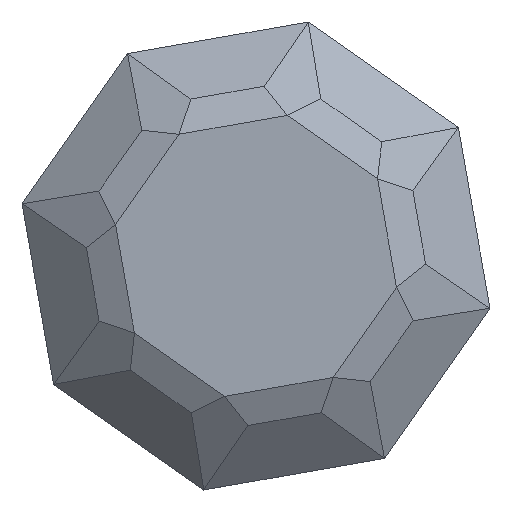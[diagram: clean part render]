
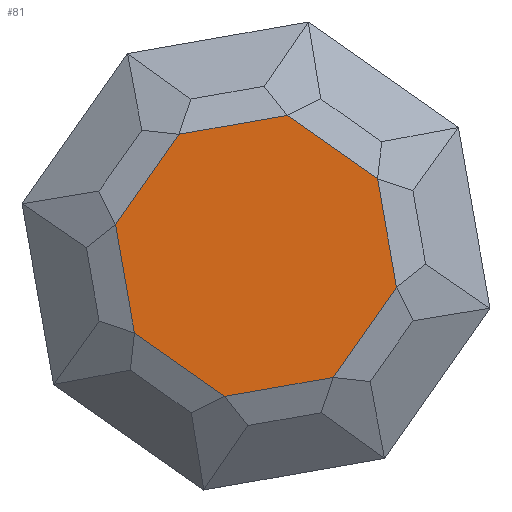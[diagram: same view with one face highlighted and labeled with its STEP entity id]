
A CAD part, top view. The second image highlights one B-rep face of the part: STEP entity #81.
In plain terms, the highlighted free-form (B-spline) face has degree [1, 1] with [2, 2] control points.
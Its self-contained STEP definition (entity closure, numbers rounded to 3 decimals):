
#24 = VERTEX_POINT('',#25);
#25 = CARTESIAN_POINT('',(-7.827,-4.97,4.992
    ));
#38 = VERTEX_POINT('',#39);
#39 = CARTESIAN_POINT('',(-2.021,-9.049,4.992
    ));
#44 = EDGE_CURVE('',#24,#38,#45,.T.);
#45 = B_SPLINE_CURVE_WITH_KNOTS('',1,(#46,#47),.UNSPECIFIED.,.F.,.F.,(2,
    2),(-2.488,2.488),.PIECEWISE_BEZIER_KNOTS.);
#46 = CARTESIAN_POINT('',(-7.827,-4.97,4.992
    ));
#47 = CARTESIAN_POINT('',(-2.021,-9.049,4.992
    ));
#81 = ADVANCED_FACE('',(#82),#132,.T.);
#82 = FACE_BOUND('',#83,.T.);
#83 = EDGE_LOOP('',(#84,#85,#92,#99,#106,#113,#120,#127));
#84 = ORIENTED_EDGE('',*,*,#44,.T.);
#85 = ORIENTED_EDGE('',*,*,#86,.T.);
#86 = EDGE_CURVE('',#38,#87,#89,.T.);
#87 = VERTEX_POINT('',#88);
#88 = CARTESIAN_POINT('',(4.97,-7.827,4.992)
  );
#89 = B_SPLINE_CURVE_WITH_KNOTS('',1,(#90,#91),.UNSPECIFIED.,.F.,.F.,(2,
    2),(-2.488,2.488),.PIECEWISE_BEZIER_KNOTS.);
#90 = CARTESIAN_POINT('',(-2.021,-9.049,4.992
    ));
#91 = CARTESIAN_POINT('',(4.97,-7.827,4.992)
  );
#92 = ORIENTED_EDGE('',*,*,#93,.T.);
#93 = EDGE_CURVE('',#87,#94,#96,.T.);
#94 = VERTEX_POINT('',#95);
#95 = CARTESIAN_POINT('',(9.049,-2.021,4.992)
  );
#96 = B_SPLINE_CURVE_WITH_KNOTS('',1,(#97,#98),.UNSPECIFIED.,.F.,.F.,(2,
    2),(-2.488,2.488),.PIECEWISE_BEZIER_KNOTS.);
#97 = CARTESIAN_POINT('',(4.97,-7.827,4.992)
  );
#98 = CARTESIAN_POINT('',(9.049,-2.021,4.992)
  );
#99 = ORIENTED_EDGE('',*,*,#100,.T.);
#100 = EDGE_CURVE('',#94,#101,#103,.T.);
#101 = VERTEX_POINT('',#102);
#102 = CARTESIAN_POINT('',(7.827,4.97,4.992)
  );
#103 = B_SPLINE_CURVE_WITH_KNOTS('',1,(#104,#105),.UNSPECIFIED.,.F.,.F.,
  (2,2),(-2.488,2.488),.PIECEWISE_BEZIER_KNOTS.);
#104 = CARTESIAN_POINT('',(9.049,-2.021,4.992
    ));
#105 = CARTESIAN_POINT('',(7.827,4.97,4.992)
  );
#106 = ORIENTED_EDGE('',*,*,#107,.T.);
#107 = EDGE_CURVE('',#101,#108,#110,.T.);
#108 = VERTEX_POINT('',#109);
#109 = CARTESIAN_POINT('',(2.021,9.049,4.992)
  );
#110 = B_SPLINE_CURVE_WITH_KNOTS('',1,(#111,#112),.UNSPECIFIED.,.F.,.F.,
  (2,2),(-2.488,2.488),.PIECEWISE_BEZIER_KNOTS.);
#111 = CARTESIAN_POINT('',(7.827,4.97,4.992)
  );
#112 = CARTESIAN_POINT('',(2.021,9.049,4.992)
  );
#113 = ORIENTED_EDGE('',*,*,#114,.T.);
#114 = EDGE_CURVE('',#108,#115,#117,.T.);
#115 = VERTEX_POINT('',#116);
#116 = CARTESIAN_POINT('',(-4.97,7.827,4.992
    ));
#117 = B_SPLINE_CURVE_WITH_KNOTS('',1,(#118,#119),.UNSPECIFIED.,.F.,.F.,
  (2,2),(-2.488,2.488),.PIECEWISE_BEZIER_KNOTS.);
#118 = CARTESIAN_POINT('',(2.021,9.049,4.992)
  );
#119 = CARTESIAN_POINT('',(-4.97,7.827,4.992
    ));
#120 = ORIENTED_EDGE('',*,*,#121,.T.);
#121 = EDGE_CURVE('',#115,#122,#124,.T.);
#122 = VERTEX_POINT('',#123);
#123 = CARTESIAN_POINT('',(-9.049,2.021,4.992
    ));
#124 = B_SPLINE_CURVE_WITH_KNOTS('',1,(#125,#126),.UNSPECIFIED.,.F.,.F.,
  (2,2),(-2.488,2.488),.PIECEWISE_BEZIER_KNOTS.);
#125 = CARTESIAN_POINT('',(-4.97,7.827,4.992
    ));
#126 = CARTESIAN_POINT('',(-9.049,2.021,4.992
    ));
#127 = ORIENTED_EDGE('',*,*,#128,.T.);
#128 = EDGE_CURVE('',#122,#24,#129,.T.);
#129 = B_SPLINE_CURVE_WITH_KNOTS('',1,(#130,#131),.UNSPECIFIED.,.F.,.F.,
  (2,2),(-2.488,2.488),.PIECEWISE_BEZIER_KNOTS.);
#130 = CARTESIAN_POINT('',(-9.049,2.021,4.992
    ));
#131 = CARTESIAN_POINT('',(-7.827,-4.97,
    4.992));
#132 = B_SPLINE_SURFACE_WITH_KNOTS('',1,1,(
    (#133,#134)
    ,(#135,#136
    )),.UNSPECIFIED.,.F.,.F.,.F.,(2,2),(2,2),(-6.344,
    6.344),(-6.344,6.344),
  .PIECEWISE_BEZIER_KNOTS.);
#133 = CARTESIAN_POINT('',(-9.049,-9.049,
    4.992));
#134 = CARTESIAN_POINT('',(-9.049,9.049,4.992
    ));
#135 = CARTESIAN_POINT('',(9.049,-9.049,4.992
    ));
#136 = CARTESIAN_POINT('',(9.049,9.049,4.992)
  );
